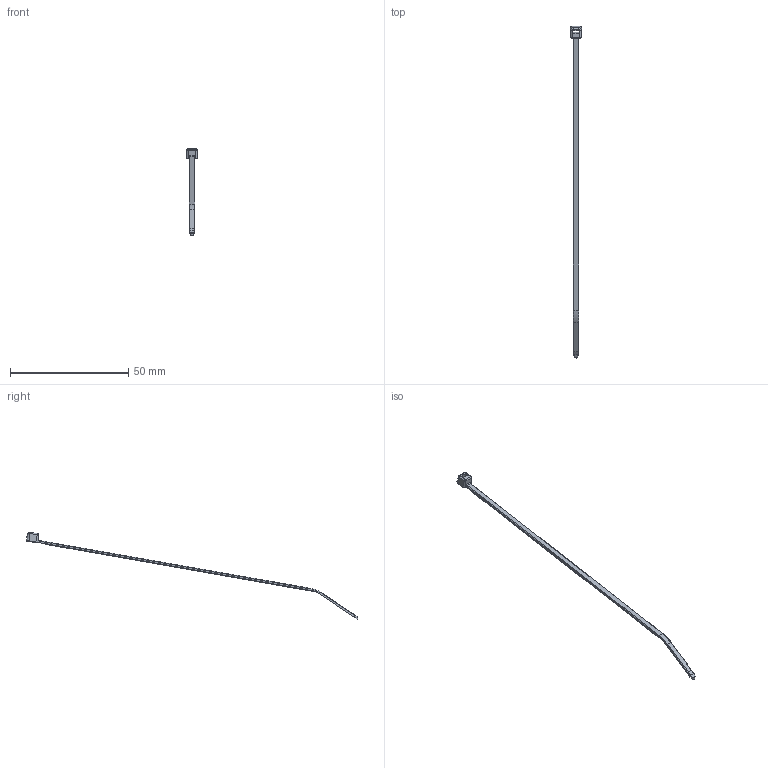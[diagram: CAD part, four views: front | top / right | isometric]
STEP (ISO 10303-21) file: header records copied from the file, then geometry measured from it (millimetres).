
FILE_DESCRIPTION(/* description */ (''),/* implementation_level */ '2;1');
FILE_NAME(/* name */ 'PANDUIT_PLT1_5M.stp',/* time_stamp */ '2017-12-20T13:23:00-06:00',/* author */ (''),/* organization */ (''),/* preprocessor_version */ 'ST-DEVELOPER v16',/* originating_system */ 'SIEMENS PLM Software NX 10.0',/* authorisation */ '');
FILE_SCHEMA (('AP203_CONFIGURATION_CONTROLLED_3D_DESIGN_OF_MECHANICAL_PARTS_AND_ASSEMBLIES_MIM_LF { 1 0 10303 403 2 1 2}'));
Length unit declared in the file: inch
Products named in the file (1): bwg360072069qmx
Bounding box: 4.83 x 140.46 x 36.77 mm (x, y, z)
Volume: 431.2 mm3; surface area: 1072.6 mm2
Topology: 1 solids, 1 shells, 134 faces, 339 edges, 204 vertices
Faces by surface type: plane 59, cylinder 43, bspline 17, torus 6, cone 5, sphere 4
Entity records: 4458 total; most frequent: CARTESIAN_POINT 1208, ORIENTED_EDGE 672, DIRECTION 653, EDGE_CURVE 336, AXIS2_PLACEMENT_3D 227, VERTEX_POINT 204, LINE 199, VECTOR 199
